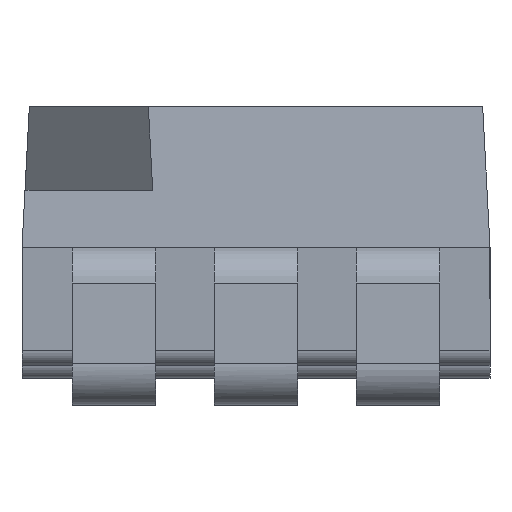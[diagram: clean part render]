
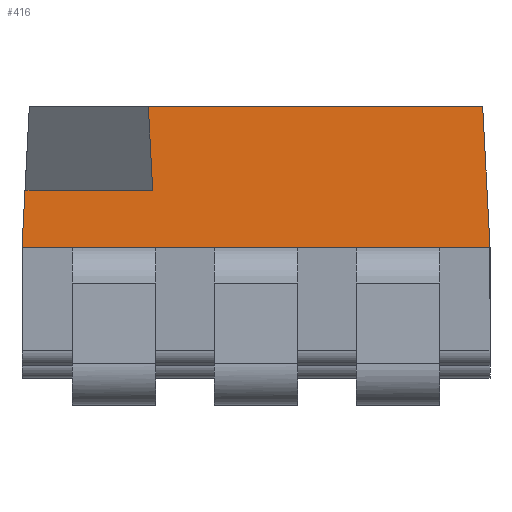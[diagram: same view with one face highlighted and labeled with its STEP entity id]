
A CAD part, left-side view. The second image highlights one B-rep face of the part: STEP entity #416.
In plain terms, the highlighted planar face has unit normal (-0.999, 0, 0.052).
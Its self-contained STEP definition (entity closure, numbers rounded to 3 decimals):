
#416 = ADVANCED_FACE( '', ( #820 ), #821, .T. );
#820 = FACE_OUTER_BOUND( '', #1584, .T. );
#821 = PLANE( '', #1585 );
#1584 = EDGE_LOOP( '', ( #3131, #3132, #3133, #3134, #3135, #3136 ) );
#1585 = AXIS2_PLACEMENT_3D( '', #3137, #3138, #3139 );
#3131 = ORIENTED_EDGE( '', *, *, #4241, .F. );
#3132 = ORIENTED_EDGE( '', *, *, #4092, .T. );
#3133 = ORIENTED_EDGE( '', *, *, #4192, .T. );
#3134 = ORIENTED_EDGE( '', *, *, #4314, .T. );
#3135 = ORIENTED_EDGE( '', *, *, #4315, .F. );
#3136 = ORIENTED_EDGE( '', *, *, #4316, .F. );
#3137 = CARTESIAN_POINT( '', ( -1.6, 0., 1.15 ) );
#3138 = DIRECTION( '', ( -0.999, 0., 0.052 ) );
#3139 = DIRECTION( '', ( 0.052, 0., 0.999 ) );
#4092 = EDGE_CURVE( '', #4665, #4667, #4669, .F. );
#4192 = EDGE_CURVE( '', #4667, #4843, #4845, .T. );
#4241 = EDGE_CURVE( '', #4665, #4927, #4928, .F. );
#4314 = EDGE_CURVE( '', #4843, #5045, #5046, .F. );
#4315 = EDGE_CURVE( '', #5047, #5045, #5048, .T. );
#4316 = EDGE_CURVE( '', #4927, #5047, #5049, .F. );
#4665 = VERTEX_POINT( '', #5532 );
#4667 = VERTEX_POINT( '', #5535 );
#4669 = LINE( '', #5538, #5539 );
#4843 = VERTEX_POINT( '', #5813 );
#4845 = LINE( '', #5816, #5817 );
#4927 = VERTEX_POINT( '', #5945 );
#4928 = LINE( '', #5946, #5947 );
#5045 = VERTEX_POINT( '', #6130 );
#5046 = LINE( '', #6131, #6132 );
#5047 = VERTEX_POINT( '', #6133 );
#5048 = LINE( '', #6134, #6135 );
#5049 = LINE( '', #6136, #6137 );
#5532 = CARTESIAN_POINT( '', ( -1.582, 0.618, 1.49 ) );
#5535 = CARTESIAN_POINT( '', ( -1.582, 1.382, 1.49 ) );
#5538 = CARTESIAN_POINT( '', ( -1.582, 0., 1.49 ) );
#5539 = VECTOR( '', #6814, 1000. );
#5813 = CARTESIAN_POINT( '', ( -1.6, 1.4, 1.15 ) );
#5816 = CARTESIAN_POINT( '', ( -1.596, 1.396, 1.223 ) );
#5817 = VECTOR( '', #6917, 1000. );
#5945 = CARTESIAN_POINT( '', ( -1.556, 0.644, 1.99 ) );
#5946 = CARTESIAN_POINT( '', ( -1.602, 0.598, 1.119 ) );
#5947 = VECTOR( '', #6970, 1000. );
#6130 = CARTESIAN_POINT( '', ( -1.6, -1.4, 1.15 ) );
#6131 = CARTESIAN_POINT( '', ( -1.6, 0., 1.15 ) );
#6132 = VECTOR( '', #7034, 1000. );
#6133 = CARTESIAN_POINT( '', ( -1.556, -1.356, 1.99 ) );
#6134 = CARTESIAN_POINT( '', ( -1.596, -1.396, 1.233 ) );
#6135 = VECTOR( '', #7035, 1000. );
#6136 = CARTESIAN_POINT( '', ( -1.556, 0., 1.99 ) );
#6137 = VECTOR( '', #7036, 1000. );
#6814 = DIRECTION( '', ( 0., -1., 0. ) );
#6917 = DIRECTION( '', ( -0.052, 0.052, -0.997 ) );
#6970 = DIRECTION( '', ( -0.052, -0.052, -0.997 ) );
#7034 = DIRECTION( '', ( 0., 1., 0. ) );
#7035 = DIRECTION( '', ( -0.052, -0.052, -0.997 ) );
#7036 = DIRECTION( '', ( 0., 1., 0. ) );
